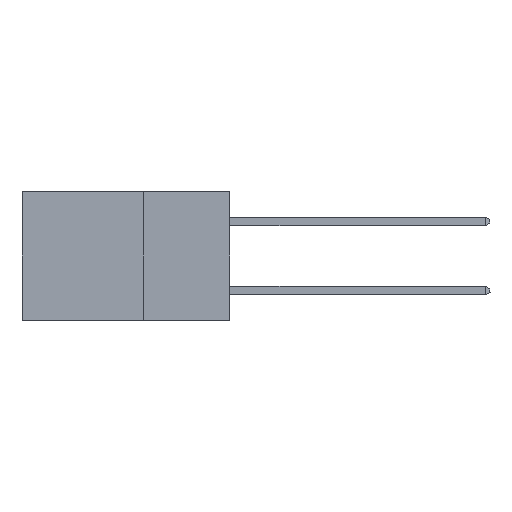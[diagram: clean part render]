
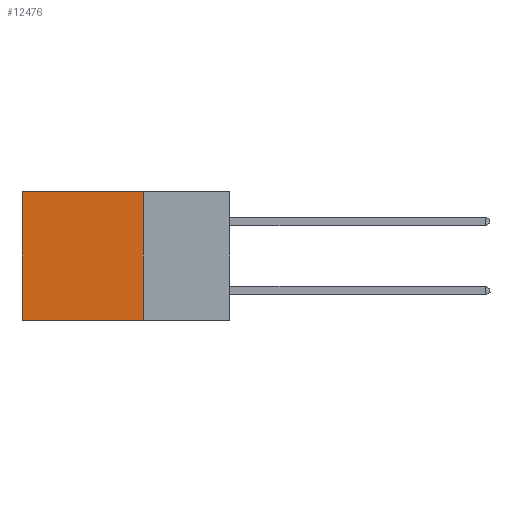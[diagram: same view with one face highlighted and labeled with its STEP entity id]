
A CAD part, left-side view. The second image highlights one B-rep face of the part: STEP entity #12476.
In plain terms, the highlighted planar face has unit normal (-1, 0, 0).
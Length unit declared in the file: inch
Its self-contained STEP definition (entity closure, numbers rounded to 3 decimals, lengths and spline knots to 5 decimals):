
#500 = CARTESIAN_POINT ( 'NONE',  ( 0.298, 0.25, -0.37 ) ) ;
#724 = EDGE_CURVE ( 'NONE', #2262, #20091, #13219, .T. ) ;
#1028 = ORIENTED_EDGE ( 'NONE', *, *, #22127, .F. ) ;
#1086 = CARTESIAN_POINT ( 'NONE',  ( 0.298, 0.25, 0. ) ) ;
#2022 = VECTOR ( 'NONE', #3283, 39.37008 ) ;
#2262 = VERTEX_POINT ( 'NONE', #9284 ) ;
#2398 = CARTESIAN_POINT ( 'NONE',  ( 0.298, 0.25, 0. ) ) ;
#3283 = DIRECTION ( 'NONE',  ( 0., 0., -1. ) ) ;
#3589 = ORIENTED_EDGE ( 'NONE', *, *, #9695, .F. ) ;
#3622 = PLANE ( 'NONE',  #13762 ) ;
#5066 = EDGE_CURVE ( 'NONE', #27539, #2262, #8840, .T. ) ;
#7868 = VECTOR ( 'NONE', #16186, 39.37008 ) ;
#8106 = VECTOR ( 'NONE', #27662, 39.37008 ) ;
#8840 = LINE ( 'NONE', #2398, #8106 ) ;
#9284 = CARTESIAN_POINT ( 'NONE',  ( 0.298, 0.6, 0. ) ) ;
#9403 = ORIENTED_EDGE ( 'NONE', *, *, #724, .T. ) ;
#9695 = EDGE_CURVE ( 'NONE', #25248, #20091, #20073, .T. ) ;
#10631 = DIRECTION ( 'NONE',  ( 1., 0., 0. ) ) ;
#12476 = ADVANCED_FACE ( 'NONE', ( #12714 ), #3622, .F. ) ;
#12714 = FACE_OUTER_BOUND ( 'NONE', #19307, .T. ) ;
#13219 = LINE ( 'NONE', #21628, #7868 ) ;
#13762 = AXIS2_PLACEMENT_3D ( 'NONE', #22089, #10631, #26770 ) ;
#14211 = LINE ( 'NONE', #1086, #2022 ) ;
#14222 = DIRECTION ( 'NONE',  ( 0., 1., 0. ) ) ;
#16186 = DIRECTION ( 'NONE',  ( 0., 0., -1. ) ) ;
#19307 = EDGE_LOOP ( 'NONE', ( #9403, #3589, #1028, #19737 ) ) ;
#19737 = ORIENTED_EDGE ( 'NONE', *, *, #5066, .T. ) ;
#20073 = LINE ( 'NONE', #500, #22595 ) ;
#20091 = VERTEX_POINT ( 'NONE', #29526 ) ;
#20402 = CARTESIAN_POINT ( 'NONE',  ( 0.298, 0.25, -0.37 ) ) ;
#21628 = CARTESIAN_POINT ( 'NONE',  ( 0.298, 0.6, 0. ) ) ;
#22089 = CARTESIAN_POINT ( 'NONE',  ( 0.298, 0.25, 0. ) ) ;
#22127 = EDGE_CURVE ( 'NONE', #27539, #25248, #14211, .T. ) ;
#22595 = VECTOR ( 'NONE', #14222, 39.37008 ) ;
#25248 = VERTEX_POINT ( 'NONE', #20402 ) ;
#26770 = DIRECTION ( 'NONE',  ( 0., 0., -1. ) ) ;
#27539 = VERTEX_POINT ( 'NONE', #28592 ) ;
#27662 = DIRECTION ( 'NONE',  ( 0., 1., 0. ) ) ;
#28592 = CARTESIAN_POINT ( 'NONE',  ( 0.298, 0.25, 0. ) ) ;
#29526 = CARTESIAN_POINT ( 'NONE',  ( 0.298, 0.6, -0.37 ) ) ;
